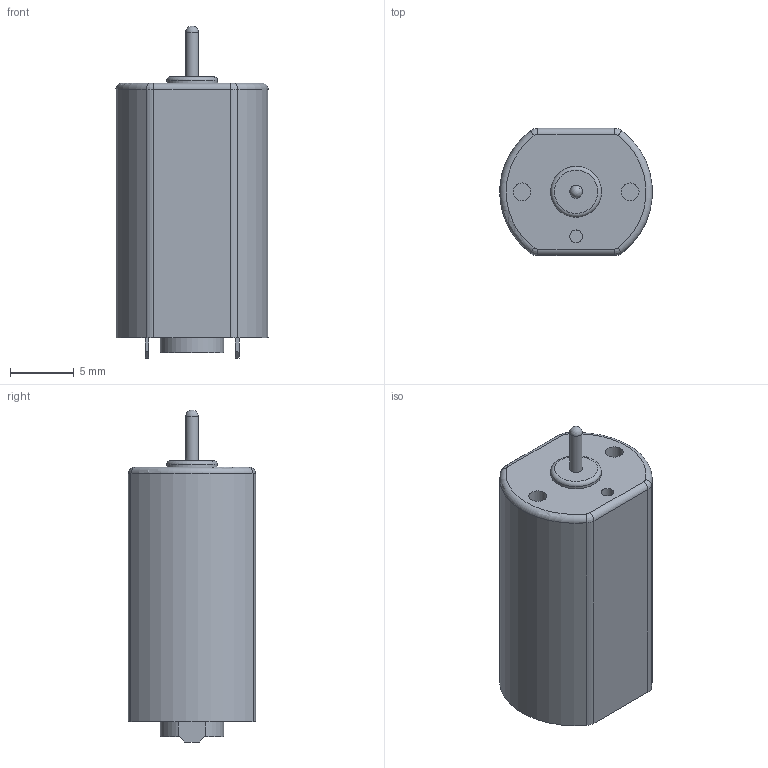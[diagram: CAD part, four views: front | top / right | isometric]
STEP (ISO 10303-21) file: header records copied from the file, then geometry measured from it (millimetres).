
FILE_DESCRIPTION(/* description */ (''),/* implementation_level */ '2;1');
FILE_NAME(/* name */ 'Internal Motor.ipt.step',/* time_stamp */ '2020-04-16T23:14:57-04:00',/* author */ ('Hannah'),/* organization */ (''),/* preprocessor_version */ 'ST-DEVELOPER v17',/* originating_system */ 'Autodesk Inventor 2019',/* authorisation */ '');
FILE_SCHEMA (('AUTOMOTIVE_DESIGN { 1 0 10303 214 3 1 1 }'));
Length unit declared in the file: inch
Products named in the file (1): Internal Motor
Bounding box: 11.97 x 10 x 26.1 mm (x, y, z)
Volume: 2102 mm3; surface area: 1022 mm2
Topology: 1 solids, 1 shells, 45 faces, 114 edges, 78 vertices
Faces by surface type: plane 23, cylinder 14, bspline 4, torus 3, sphere 1
Full cylindrical faces by diameter (mm): 1 x2, 1.4 x2, 4 x1, 5 x1
Entity records: 1568 total; most frequent: CARTESIAN_POINT 401, DIRECTION 248, ORIENTED_EDGE 226, EDGE_CURVE 113, AXIS2_PLACEMENT_3D 96, VERTEX_POINT 78, LINE 56, VECTOR 56
